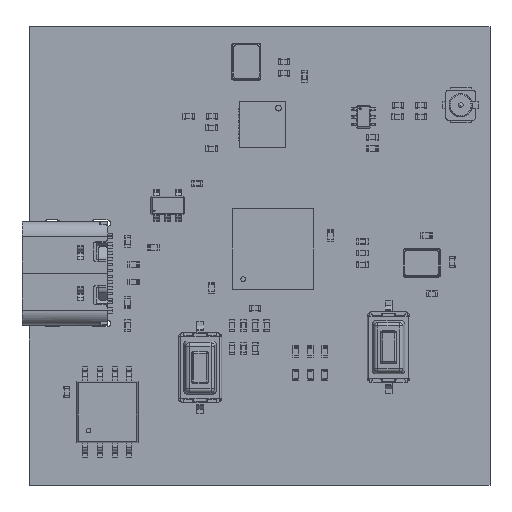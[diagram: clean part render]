
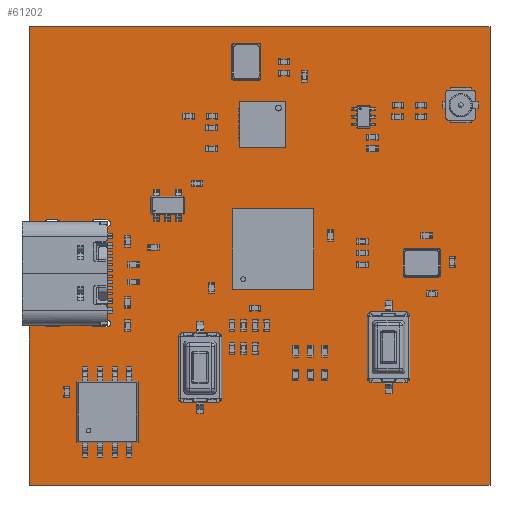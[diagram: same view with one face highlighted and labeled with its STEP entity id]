
A CAD part, top view. The second image highlights one B-rep face of the part: STEP entity #61202.
In plain terms, the highlighted planar face has unit normal (0, 0, 1).
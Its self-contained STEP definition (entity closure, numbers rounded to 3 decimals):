
#60924 = VERTEX_POINT('',#60925);
#60925 = CARTESIAN_POINT('',(100.75,-103.5,1.51));
#60931 = EDGE_CURVE('',#60924,#60932,#60934,.T.);
#60932 = VERTEX_POINT('',#60933);
#60933 = CARTESIAN_POINT('',(61.,-103.5,1.51));
#60934 = LINE('',#60935,#60936);
#60935 = CARTESIAN_POINT('',(100.75,-103.5,1.51));
#60936 = VECTOR('',#60937,1.);
#60937 = DIRECTION('',(-1.,0.,0.));
#60964 = VERTEX_POINT('',#60965);
#60965 = CARTESIAN_POINT('',(100.75,-64.,1.51));
#60971 = EDGE_CURVE('',#60964,#60924,#60972,.T.);
#60972 = LINE('',#60973,#60974);
#60973 = CARTESIAN_POINT('',(100.75,-64.,1.51));
#60974 = VECTOR('',#60975,1.);
#60975 = DIRECTION('',(0.,-1.,0.));
#60993 = EDGE_CURVE('',#60932,#60994,#60996,.T.);
#60994 = VERTEX_POINT('',#60995);
#60995 = CARTESIAN_POINT('',(61.,-64.,1.51));
#60996 = LINE('',#60997,#60998);
#60997 = CARTESIAN_POINT('',(61.,-103.5,1.51));
#60998 = VECTOR('',#60999,1.);
#60999 = DIRECTION('',(0.,1.,0.));
#61202 = ADVANCED_FACE('',(#61203,#61214,#61250,#61286,#61297,#61333,
    #61344),#61380,.T.);
#61203 = FACE_BOUND('',#61204,.T.);
#61204 = EDGE_LOOP('',(#61205,#61206,#61207,#61213));
#61205 = ORIENTED_EDGE('',*,*,#60931,.F.);
#61206 = ORIENTED_EDGE('',*,*,#60971,.F.);
#61207 = ORIENTED_EDGE('',*,*,#61208,.F.);
#61208 = EDGE_CURVE('',#60994,#60964,#61209,.T.);
#61209 = LINE('',#61210,#61211);
#61210 = CARTESIAN_POINT('',(61.,-64.,1.51));
#61211 = VECTOR('',#61212,1.);
#61212 = DIRECTION('',(1.,0.,0.));
#61213 = ORIENTED_EDGE('',*,*,#60993,.F.);
#61214 = FACE_BOUND('',#61215,.T.);
#61215 = EDGE_LOOP('',(#61216,#61227,#61235,#61244));
#61216 = ORIENTED_EDGE('',*,*,#61217,.T.);
#61217 = EDGE_CURVE('',#61218,#61220,#61222,.T.);
#61218 = VERTEX_POINT('',#61219);
#61219 = CARTESIAN_POINT('',(62.595,-89.87,1.51));
#61220 = VERTEX_POINT('',#61221);
#61221 = CARTESIAN_POINT('',(62.595,-89.27,1.51));
#61222 = CIRCLE('',#61223,0.3);
#61223 = AXIS2_PLACEMENT_3D('',#61224,#61225,#61226);
#61224 = CARTESIAN_POINT('',(62.595,-89.57,1.51));
#61225 = DIRECTION('',(-0.,0.,-1.));
#61226 = DIRECTION('',(0.,1.,0.));
#61227 = ORIENTED_EDGE('',*,*,#61228,.T.);
#61228 = EDGE_CURVE('',#61220,#61229,#61231,.T.);
#61229 = VERTEX_POINT('',#61230);
#61230 = CARTESIAN_POINT('',(63.395,-89.27,1.51));
#61231 = LINE('',#61232,#61233);
#61232 = CARTESIAN_POINT('',(31.698,-89.27,1.51));
#61233 = VECTOR('',#61234,1.);
#61234 = DIRECTION('',(1.,0.,-0.));
#61235 = ORIENTED_EDGE('',*,*,#61236,.T.);
#61236 = EDGE_CURVE('',#61229,#61237,#61239,.T.);
#61237 = VERTEX_POINT('',#61238);
#61238 = CARTESIAN_POINT('',(63.395,-89.87,1.51));
#61239 = CIRCLE('',#61240,0.3);
#61240 = AXIS2_PLACEMENT_3D('',#61241,#61242,#61243);
#61241 = CARTESIAN_POINT('',(63.395,-89.57,1.51));
#61242 = DIRECTION('',(-0.,0.,-1.));
#61243 = DIRECTION('',(0.,-1.,-0.));
#61244 = ORIENTED_EDGE('',*,*,#61245,.T.);
#61245 = EDGE_CURVE('',#61237,#61218,#61246,.T.);
#61246 = LINE('',#61247,#61248);
#61247 = CARTESIAN_POINT('',(31.298,-89.87,1.51));
#61248 = VECTOR('',#61249,1.);
#61249 = DIRECTION('',(-1.,0.,0.));
#61250 = FACE_BOUND('',#61251,.T.);
#61251 = EDGE_LOOP('',(#61252,#61263,#61271,#61280));
#61252 = ORIENTED_EDGE('',*,*,#61253,.T.);
#61253 = EDGE_CURVE('',#61254,#61256,#61258,.T.);
#61254 = VERTEX_POINT('',#61255);
#61255 = CARTESIAN_POINT('',(66.625,-89.87,1.51));
#61256 = VERTEX_POINT('',#61257);
#61257 = CARTESIAN_POINT('',(66.625,-89.27,1.51));
#61258 = CIRCLE('',#61259,0.3);
#61259 = AXIS2_PLACEMENT_3D('',#61260,#61261,#61262);
#61260 = CARTESIAN_POINT('',(66.625,-89.57,1.51));
#61261 = DIRECTION('',(-0.,0.,-1.));
#61262 = DIRECTION('',(0.,1.,0.));
#61263 = ORIENTED_EDGE('',*,*,#61264,.T.);
#61264 = EDGE_CURVE('',#61256,#61265,#61267,.T.);
#61265 = VERTEX_POINT('',#61266);
#61266 = CARTESIAN_POINT('',(67.725,-89.27,1.51));
#61267 = LINE('',#61268,#61269);
#61268 = CARTESIAN_POINT('',(33.863,-89.27,1.51));
#61269 = VECTOR('',#61270,1.);
#61270 = DIRECTION('',(1.,0.,-0.));
#61271 = ORIENTED_EDGE('',*,*,#61272,.T.);
#61272 = EDGE_CURVE('',#61265,#61273,#61275,.T.);
#61273 = VERTEX_POINT('',#61274);
#61274 = CARTESIAN_POINT('',(67.725,-89.87,1.51));
#61275 = CIRCLE('',#61276,0.3);
#61276 = AXIS2_PLACEMENT_3D('',#61277,#61278,#61279);
#61277 = CARTESIAN_POINT('',(67.725,-89.57,1.51));
#61278 = DIRECTION('',(-0.,0.,-1.));
#61279 = DIRECTION('',(-0.,-1.,0.));
#61280 = ORIENTED_EDGE('',*,*,#61281,.T.);
#61281 = EDGE_CURVE('',#61273,#61254,#61282,.T.);
#61282 = LINE('',#61283,#61284);
#61283 = CARTESIAN_POINT('',(33.313,-89.87,1.51));
#61284 = VECTOR('',#61285,1.);
#61285 = DIRECTION('',(-1.,0.,0.));
#61286 = FACE_BOUND('',#61287,.T.);
#61287 = EDGE_LOOP('',(#61288));
#61288 = ORIENTED_EDGE('',*,*,#61289,.T.);
#61289 = EDGE_CURVE('',#61290,#61290,#61292,.T.);
#61290 = VERTEX_POINT('',#61291);
#61291 = CARTESIAN_POINT('',(66.675,-88.465,1.51));
#61292 = CIRCLE('',#61293,0.325);
#61293 = AXIS2_PLACEMENT_3D('',#61294,#61295,#61296);
#61294 = CARTESIAN_POINT('',(66.675,-88.14,1.51));
#61295 = DIRECTION('',(-0.,0.,-1.));
#61296 = DIRECTION('',(-0.,-1.,0.));
#61297 = FACE_BOUND('',#61298,.T.);
#61298 = EDGE_LOOP('',(#61299,#61310,#61318,#61327));
#61299 = ORIENTED_EDGE('',*,*,#61300,.T.);
#61300 = EDGE_CURVE('',#61301,#61303,#61305,.T.);
#61301 = VERTEX_POINT('',#61302);
#61302 = CARTESIAN_POINT('',(62.595,-81.23,1.51));
#61303 = VERTEX_POINT('',#61304);
#61304 = CARTESIAN_POINT('',(62.595,-80.63,1.51));
#61305 = CIRCLE('',#61306,0.3);
#61306 = AXIS2_PLACEMENT_3D('',#61307,#61308,#61309);
#61307 = CARTESIAN_POINT('',(62.595,-80.93,1.51));
#61308 = DIRECTION('',(-0.,0.,-1.));
#61309 = DIRECTION('',(0.,1.,0.));
#61310 = ORIENTED_EDGE('',*,*,#61311,.T.);
#61311 = EDGE_CURVE('',#61303,#61312,#61314,.T.);
#61312 = VERTEX_POINT('',#61313);
#61313 = CARTESIAN_POINT('',(63.395,-80.63,1.51));
#61314 = LINE('',#61315,#61316);
#61315 = CARTESIAN_POINT('',(31.698,-80.63,1.51));
#61316 = VECTOR('',#61317,1.);
#61317 = DIRECTION('',(1.,0.,-0.));
#61318 = ORIENTED_EDGE('',*,*,#61319,.T.);
#61319 = EDGE_CURVE('',#61312,#61320,#61322,.T.);
#61320 = VERTEX_POINT('',#61321);
#61321 = CARTESIAN_POINT('',(63.395,-81.23,1.51));
#61322 = CIRCLE('',#61323,0.3);
#61323 = AXIS2_PLACEMENT_3D('',#61324,#61325,#61326);
#61324 = CARTESIAN_POINT('',(63.395,-80.93,1.51));
#61325 = DIRECTION('',(-0.,0.,-1.));
#61326 = DIRECTION('',(0.,-1.,-0.));
#61327 = ORIENTED_EDGE('',*,*,#61328,.T.);
#61328 = EDGE_CURVE('',#61320,#61301,#61329,.T.);
#61329 = LINE('',#61330,#61331);
#61330 = CARTESIAN_POINT('',(31.298,-81.23,1.51));
#61331 = VECTOR('',#61332,1.);
#61332 = DIRECTION('',(-1.,0.,0.));
#61333 = FACE_BOUND('',#61334,.T.);
#61334 = EDGE_LOOP('',(#61335));
#61335 = ORIENTED_EDGE('',*,*,#61336,.T.);
#61336 = EDGE_CURVE('',#61337,#61337,#61339,.T.);
#61337 = VERTEX_POINT('',#61338);
#61338 = CARTESIAN_POINT('',(66.675,-82.685,1.51));
#61339 = CIRCLE('',#61340,0.325);
#61340 = AXIS2_PLACEMENT_3D('',#61341,#61342,#61343);
#61341 = CARTESIAN_POINT('',(66.675,-82.36,1.51));
#61342 = DIRECTION('',(-0.,0.,-1.));
#61343 = DIRECTION('',(-0.,-1.,0.));
#61344 = FACE_BOUND('',#61345,.T.);
#61345 = EDGE_LOOP('',(#61346,#61357,#61365,#61374));
#61346 = ORIENTED_EDGE('',*,*,#61347,.T.);
#61347 = EDGE_CURVE('',#61348,#61350,#61352,.T.);
#61348 = VERTEX_POINT('',#61349);
#61349 = CARTESIAN_POINT('',(66.625,-81.23,1.51));
#61350 = VERTEX_POINT('',#61351);
#61351 = CARTESIAN_POINT('',(66.625,-80.63,1.51));
#61352 = CIRCLE('',#61353,0.3);
#61353 = AXIS2_PLACEMENT_3D('',#61354,#61355,#61356);
#61354 = CARTESIAN_POINT('',(66.625,-80.93,1.51));
#61355 = DIRECTION('',(-0.,0.,-1.));
#61356 = DIRECTION('',(0.,1.,0.));
#61357 = ORIENTED_EDGE('',*,*,#61358,.T.);
#61358 = EDGE_CURVE('',#61350,#61359,#61361,.T.);
#61359 = VERTEX_POINT('',#61360);
#61360 = CARTESIAN_POINT('',(67.725,-80.63,1.51));
#61361 = LINE('',#61362,#61363);
#61362 = CARTESIAN_POINT('',(33.863,-80.63,1.51));
#61363 = VECTOR('',#61364,1.);
#61364 = DIRECTION('',(1.,0.,-0.));
#61365 = ORIENTED_EDGE('',*,*,#61366,.T.);
#61366 = EDGE_CURVE('',#61359,#61367,#61369,.T.);
#61367 = VERTEX_POINT('',#61368);
#61368 = CARTESIAN_POINT('',(67.725,-81.23,1.51));
#61369 = CIRCLE('',#61370,0.3);
#61370 = AXIS2_PLACEMENT_3D('',#61371,#61372,#61373);
#61371 = CARTESIAN_POINT('',(67.725,-80.93,1.51));
#61372 = DIRECTION('',(-0.,0.,-1.));
#61373 = DIRECTION('',(-0.,-1.,0.));
#61374 = ORIENTED_EDGE('',*,*,#61375,.T.);
#61375 = EDGE_CURVE('',#61367,#61348,#61376,.T.);
#61376 = LINE('',#61377,#61378);
#61377 = CARTESIAN_POINT('',(33.313,-81.23,1.51));
#61378 = VECTOR('',#61379,1.);
#61379 = DIRECTION('',(-1.,0.,0.));
#61380 = PLANE('',#61381);
#61381 = AXIS2_PLACEMENT_3D('',#61382,#61383,#61384);
#61382 = CARTESIAN_POINT('',(0.,0.,1.51));
#61383 = DIRECTION('',(0.,0.,1.));
#61384 = DIRECTION('',(1.,0.,-0.));
